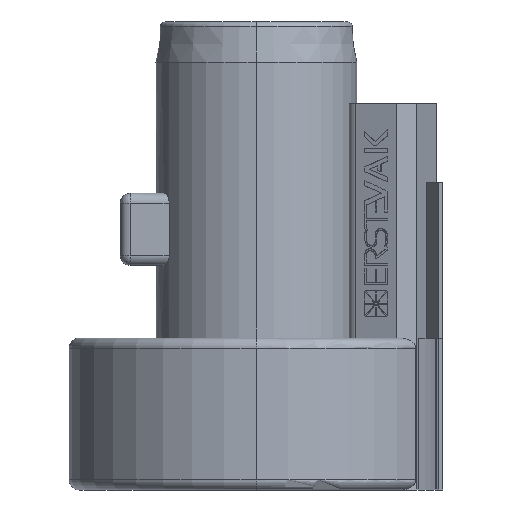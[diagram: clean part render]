
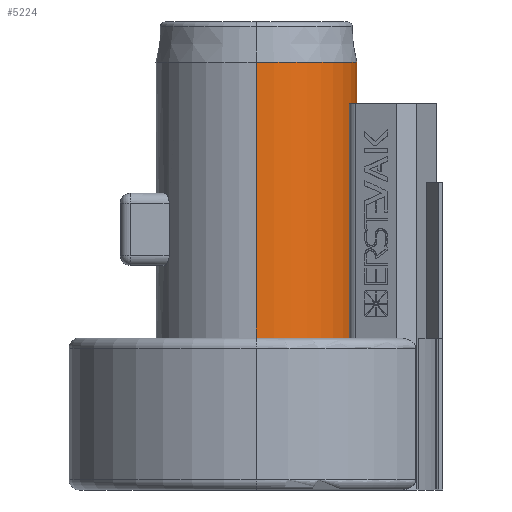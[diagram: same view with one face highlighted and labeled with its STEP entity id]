
A CAD part, left-side view. The second image highlights one B-rep face of the part: STEP entity #5224.
In plain terms, the highlighted cylindrical face has radius 100 mm (diameter 200 mm), a partial arc.
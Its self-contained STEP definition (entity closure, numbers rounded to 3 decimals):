
#724 = EDGE_CURVE ( 'NONE', #13693, #1143, #15555, .T. ) ;
#1143 = VERTEX_POINT ( 'NONE', #17713 ) ;
#2047 = VECTOR ( 'NONE', #4822, 1000. ) ;
#2228 = CARTESIAN_POINT ( 'NONE',  ( 0., 0., 465. ) ) ;
#2313 = AXIS2_PLACEMENT_3D ( 'NONE', #7866, #20531, #19397 ) ;
#2397 = EDGE_CURVE ( 'NONE', #6318, #16280, #5323, .T. ) ;
#2673 = CARTESIAN_POINT ( 'NONE',  ( 0., 0., 425. ) ) ;
#3302 = VECTOR ( 'NONE', #19866, 1000. ) ;
#3695 = EDGE_CURVE ( 'NONE', #6318, #13693, #6702, .T. ) ;
#3983 = AXIS2_PLACEMENT_3D ( 'NONE', #2228, #5534, #11978 ) ;
#4329 = DIRECTION ( 'NONE',  ( 1., 0., 0. ) ) ;
#4822 = DIRECTION ( 'NONE',  ( 0., 0., -1. ) ) ;
#5199 = EDGE_CURVE ( 'NONE', #16280, #1143, #6786, .T. ) ;
#5224 = ADVANCED_FACE ( 'NONE', ( #16540 ), #19765, .T. ) ;
#5323 = CIRCLE ( 'NONE', #16255, 100. ) ;
#5433 = CARTESIAN_POINT ( 'NONE',  ( -100., 0., 465. ) ) ;
#5534 = DIRECTION ( 'NONE',  ( 0., 0., -1. ) ) ;
#6318 = VERTEX_POINT ( 'NONE', #13444 ) ;
#6702 = LINE ( 'NONE', #19048, #2047 ) ;
#6786 = LINE ( 'NONE', #5433, #3302 ) ;
#7866 = CARTESIAN_POINT ( 'NONE',  ( 0., 0., 151. ) ) ;
#10554 = CARTESIAN_POINT ( 'NONE',  ( -100., 0., 425. ) ) ;
#11089 = ORIENTED_EDGE ( 'NONE', *, *, #2397, .T. ) ;
#11978 = DIRECTION ( 'NONE',  ( -1., 0., 0. ) ) ;
#12756 = ORIENTED_EDGE ( 'NONE', *, *, #3695, .F. ) ;
#13444 = CARTESIAN_POINT ( 'NONE',  ( 100., 0., 425. ) ) ;
#13693 = VERTEX_POINT ( 'NONE', #18340 ) ;
#15555 = CIRCLE ( 'NONE', #2313, 100. ) ;
#16255 = AXIS2_PLACEMENT_3D ( 'NONE', #2673, #16871, #4329 ) ;
#16280 = VERTEX_POINT ( 'NONE', #10554 ) ;
#16500 = ORIENTED_EDGE ( 'NONE', *, *, #724, .F. ) ;
#16540 = FACE_OUTER_BOUND ( 'NONE', #18147, .T. ) ;
#16871 = DIRECTION ( 'NONE',  ( 0., 0., -1. ) ) ;
#17713 = CARTESIAN_POINT ( 'NONE',  ( -100., 0., 151. ) ) ;
#18147 = EDGE_LOOP ( 'NONE', ( #12756, #11089, #18553, #16500 ) ) ;
#18340 = CARTESIAN_POINT ( 'NONE',  ( 100., 0., 151. ) ) ;
#18553 = ORIENTED_EDGE ( 'NONE', *, *, #5199, .T. ) ;
#19048 = CARTESIAN_POINT ( 'NONE',  ( 100., 0., 465. ) ) ;
#19397 = DIRECTION ( 'NONE',  ( 1., 0., 0. ) ) ;
#19765 = CYLINDRICAL_SURFACE ( 'NONE', #3983, 100. ) ;
#19866 = DIRECTION ( 'NONE',  ( 0., 0., -1. ) ) ;
#20531 = DIRECTION ( 'NONE',  ( 0., 0., -1. ) ) ;
